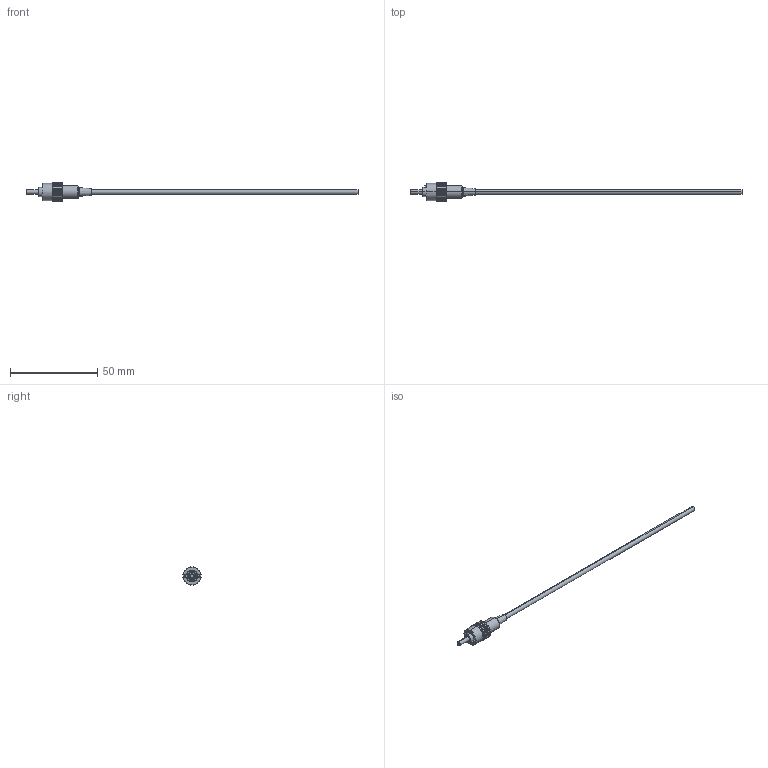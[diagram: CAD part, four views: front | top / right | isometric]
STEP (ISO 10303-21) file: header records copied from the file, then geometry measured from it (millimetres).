
FILE_DESCRIPTION (( 'STEP AP214' ), '1' );
FILE_NAME ('FPT9OM1-ST.STEP', '2012-11-06T17:07:12', ( 'x' ), ( '' ), 'SwSTEP 2.0', 'SolidWorks 2012', '' );
FILE_SCHEMA (( 'AUTOMOTIVE_DESIGN' ));
Length unit declared in the file: inch
Products named in the file (6): CONN-95-200-06-BP3B_900u BOOT; 1AY07-039; CONN-95-200-06-BP3B-MA3; CONN-95-200-06-BP3B-MA1; 1AL06-096; FPT9OM1-ST
Assembly tree (5 placements, depth 3):
  FPT9OM1-ST
    1AL06-096
    CONN-95-200-06-BP3B_900u BOOT
      CONN-95-200-06-BP3B-MA1
      CONN-95-200-06-BP3B-MA3
      1AY07-039
Bounding box: 189.74 x 10.3 x 10.3 mm (x, y, z)
Volume: 2060 mm3; surface area: 3578.3 mm2
Topology: 4 solids, 4 shells, 139 faces, 355 edges, 232 vertices
Faces by surface type: plane 98, cylinder 21, cone 12, torus 8
Entity records: 5891 total; most frequent: CARTESIAN_POINT 735, DIRECTION 729, ORIENTED_EDGE 710, EDGE_CURVE 355, VECTOR 277, LINE 277, VERTEX_POINT 232, AXIS2_PLACEMENT_3D 226
